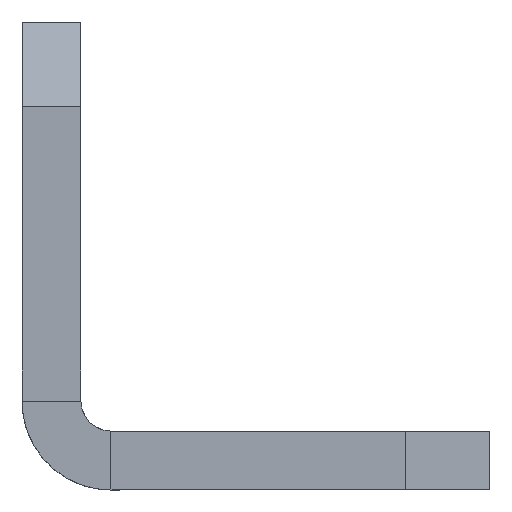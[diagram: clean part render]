
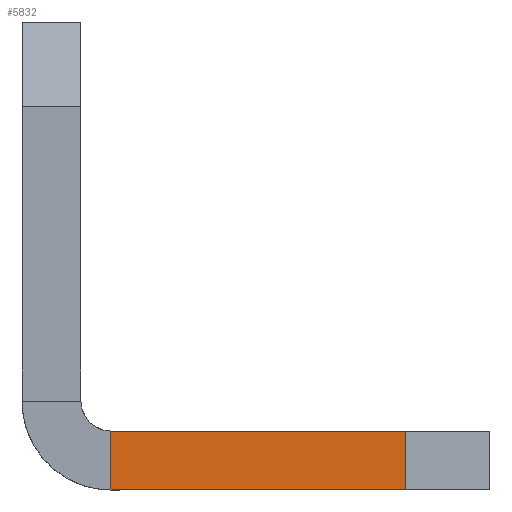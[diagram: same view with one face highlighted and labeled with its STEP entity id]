
A CAD part, left-side view. The second image highlights one B-rep face of the part: STEP entity #5832.
In plain terms, the highlighted planar face has unit normal (-1, 0, 0).
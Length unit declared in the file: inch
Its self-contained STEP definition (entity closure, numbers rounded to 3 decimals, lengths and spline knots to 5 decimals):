
#29 = ORIENTED_EDGE ( 'NONE', *, *, #11851, .F. ) ;
#350 = LINE ( 'NONE', #13339, #23017 ) ;
#540 = DIRECTION ( 'NONE',  ( 0., 0., 1. ) ) ;
#1342 = VECTOR ( 'NONE', #1380, 39.37008 ) ;
#1352 = AXIS2_PLACEMENT_3D ( 'NONE', #13762, #17578, #22903 ) ;
#1380 = DIRECTION ( 'NONE',  ( 0., -1., 0. ) ) ;
#2996 = EDGE_CURVE ( 'NONE', #11840, #3567, #21188, .T. ) ;
#3567 = VERTEX_POINT ( 'NONE', #12748 ) ;
#5832 = ADVANCED_FACE ( 'NONE', ( #13981 ), #6559, .T. ) ;
#6545 = CARTESIAN_POINT ( 'NONE',  ( -8.75, -0.43701, -0.2975 ) ) ;
#6559 = PLANE ( 'NONE',  #1352 ) ;
#8216 = CARTESIAN_POINT ( 'NONE',  ( -8.75, -0.032, -0.2345 ) ) ;
#8411 = EDGE_CURVE ( 'NONE', #3567, #13814, #15675, .T. ) ;
#8874 = EDGE_CURVE ( 'NONE', #13814, #22397, #12847, .T. ) ;
#8900 = EDGE_LOOP ( 'NONE', ( #18694, #17533, #29, #19036 ) ) ;
#9705 = VECTOR ( 'NONE', #10166, 39.37008 ) ;
#9725 = CARTESIAN_POINT ( 'NONE',  ( -8.75, -0.34701, -0.2975 ) ) ;
#10166 = DIRECTION ( 'NONE',  ( 0., 0., -1. ) ) ;
#11840 = VERTEX_POINT ( 'NONE', #8216 ) ;
#11851 = EDGE_CURVE ( 'NONE', #11840, #22397, #350, .T. ) ;
#12221 = CARTESIAN_POINT ( 'NONE',  ( -8.75, -0.032, -0.2975 ) ) ;
#12748 = CARTESIAN_POINT ( 'NONE',  ( -8.75, -0.032, -0.2975 ) ) ;
#12847 = LINE ( 'NONE', #9725, #19551 ) ;
#13339 = CARTESIAN_POINT ( 'NONE',  ( -8.75, 0., -0.2345 ) ) ;
#13363 = CARTESIAN_POINT ( 'NONE',  ( -8.75, -0.34701, -0.2345 ) ) ;
#13762 = CARTESIAN_POINT ( 'NONE',  ( -8.75, -0.43701, -0.2975 ) ) ;
#13814 = VERTEX_POINT ( 'NONE', #21208 ) ;
#13981 = FACE_OUTER_BOUND ( 'NONE', #8900, .T. ) ;
#15458 = DIRECTION ( 'NONE',  ( 0., -1., 0. ) ) ;
#15675 = LINE ( 'NONE', #6545, #1342 ) ;
#17533 = ORIENTED_EDGE ( 'NONE', *, *, #8874, .T. ) ;
#17578 = DIRECTION ( 'NONE',  ( -1., 0., 0. ) ) ;
#18694 = ORIENTED_EDGE ( 'NONE', *, *, #8411, .T. ) ;
#19036 = ORIENTED_EDGE ( 'NONE', *, *, #2996, .T. ) ;
#19551 = VECTOR ( 'NONE', #540, 39.37008 ) ;
#21188 = LINE ( 'NONE', #12221, #9705 ) ;
#21208 = CARTESIAN_POINT ( 'NONE',  ( -8.75, -0.34701, -0.2975 ) ) ;
#22397 = VERTEX_POINT ( 'NONE', #13363 ) ;
#22903 = DIRECTION ( 'NONE',  ( 0., 0., 1. ) ) ;
#23017 = VECTOR ( 'NONE', #15458, 39.37008 ) ;
